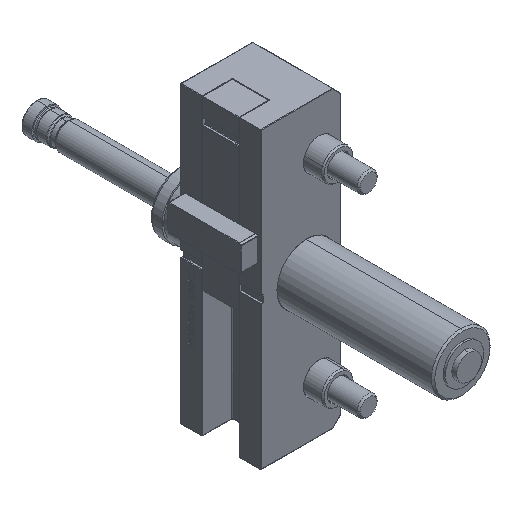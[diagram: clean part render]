
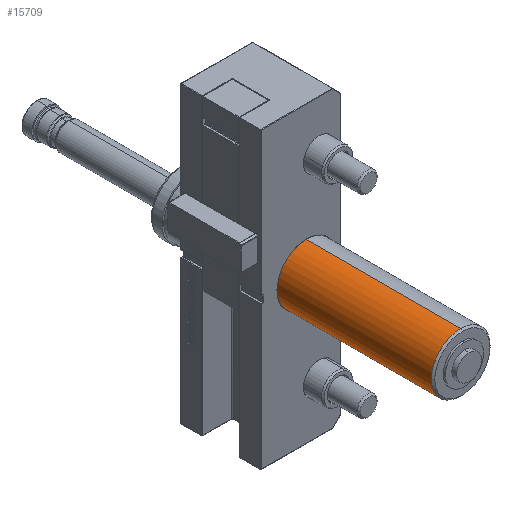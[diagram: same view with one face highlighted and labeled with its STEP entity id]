
A CAD part, isometric view. The second image highlights one B-rep face of the part: STEP entity #15709.
In plain terms, the highlighted cylindrical face has radius 17.5 mm (diameter 35 mm), a partial arc.
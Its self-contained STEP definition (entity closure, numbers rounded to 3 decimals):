
#1489 = CARTESIAN_POINT ( 'NONE',  ( -3.5, 2., 0. ) ) ;
#1672 = DIRECTION ( 'NONE',  ( 0., 0., -1. ) ) ;
#2113 = CARTESIAN_POINT ( 'NONE',  ( -3.5, -92., -17.5 ) ) ;
#2567 = DIRECTION ( 'NONE',  ( 0., 0., 1. ) ) ;
#3026 = CARTESIAN_POINT ( 'NONE',  ( -3.5, -92., 17.5 ) ) ;
#4684 = DIRECTION ( 'NONE',  ( 0., 1., 0. ) ) ;
#4704 = EDGE_LOOP ( 'NONE', ( #9751, #11039, #9485, #16131 ) ) ;
#5351 = EDGE_CURVE ( 'NONE', #17880, #22983, #7375, .T. ) ;
#6958 = DIRECTION ( 'NONE',  ( 0., -1., 0. ) ) ;
#7181 = DIRECTION ( 'NONE',  ( 0., 0., -1. ) ) ;
#7375 = CIRCLE ( 'NONE', #14605, 17.5 ) ;
#7603 = CYLINDRICAL_SURFACE ( 'NONE', #22501, 17.5 ) ;
#7966 = AXIS2_PLACEMENT_3D ( 'NONE', #1489, #6958, #7181 ) ;
#9354 = CARTESIAN_POINT ( 'NONE',  ( -3.5, 2., -17.5 ) ) ;
#9485 = ORIENTED_EDGE ( 'NONE', *, *, #5351, .T. ) ;
#9751 = ORIENTED_EDGE ( 'NONE', *, *, #15790, .T. ) ;
#10677 = LINE ( 'NONE', #16142, #14485 ) ;
#10739 = FACE_OUTER_BOUND ( 'NONE', #4704, .T. ) ;
#11039 = ORIENTED_EDGE ( 'NONE', *, *, #12470, .T. ) ;
#11412 = CARTESIAN_POINT ( 'NONE',  ( -3.5, 2., 17.5 ) ) ;
#12470 = EDGE_CURVE ( 'NONE', #19801, #17880, #10677, .T. ) ;
#14485 = VECTOR ( 'NONE', #23418, 1000. ) ;
#14605 = AXIS2_PLACEMENT_3D ( 'NONE', #21071, #4684, #2567 ) ;
#15246 = CIRCLE ( 'NONE', #7966, 17.5 ) ;
#15709 = ADVANCED_FACE ( 'NONE', ( #10739 ), #7603, .T. ) ;
#15790 = EDGE_CURVE ( 'NONE', #19980, #19801, #15246, .T. ) ;
#16131 = ORIENTED_EDGE ( 'NONE', *, *, #22504, .F. ) ;
#16142 = CARTESIAN_POINT ( 'NONE',  ( -3.5, -113.403, 17.5 ) ) ;
#16191 = CARTESIAN_POINT ( 'NONE',  ( -3.5, -113.403, 0. ) ) ;
#16667 = LINE ( 'NONE', #20272, #22027 ) ;
#17880 = VERTEX_POINT ( 'NONE', #3026 ) ;
#18097 = DIRECTION ( 'NONE',  ( 0., -1., 0. ) ) ;
#19801 = VERTEX_POINT ( 'NONE', #11412 ) ;
#19980 = VERTEX_POINT ( 'NONE', #9354 ) ;
#20272 = CARTESIAN_POINT ( 'NONE',  ( -3.5, -113.403, -17.5 ) ) ;
#21071 = CARTESIAN_POINT ( 'NONE',  ( -3.5, -92., 0. ) ) ;
#22027 = VECTOR ( 'NONE', #22301, 1000. ) ;
#22301 = DIRECTION ( 'NONE',  ( 0., -1., 0. ) ) ;
#22501 = AXIS2_PLACEMENT_3D ( 'NONE', #16191, #18097, #1672 ) ;
#22504 = EDGE_CURVE ( 'NONE', #19980, #22983, #16667, .T. ) ;
#22983 = VERTEX_POINT ( 'NONE', #2113 ) ;
#23418 = DIRECTION ( 'NONE',  ( 0., -1., 0. ) ) ;
